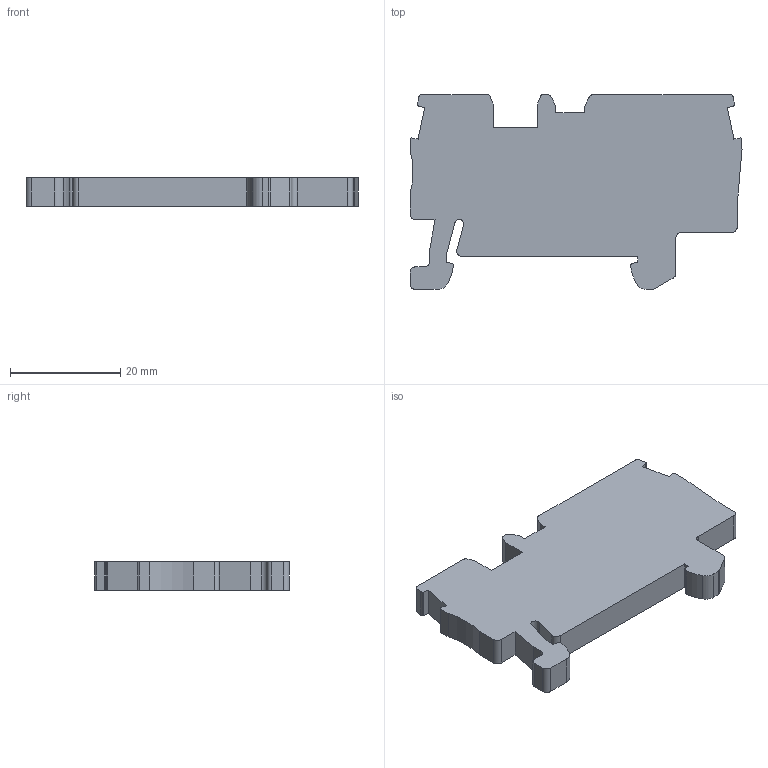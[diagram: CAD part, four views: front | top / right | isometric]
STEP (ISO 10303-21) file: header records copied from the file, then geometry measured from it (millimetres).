
FILE_DESCRIPTION(/* description */ (''),/* implementation_level */ '2;1');
FILE_NAME(/* name */ 'TC2.5-3-GY.stp',/* time_stamp */ '2019-06-19T08:29:49+08:00',/* author */ (''),/* organization */ (''),/* preprocessor_version */ 'ST-DEVELOPER v16',/* originating_system */ 'SIEMENS PLM Software NX 10.0',/* authorisation */ '');
FILE_SCHEMA (('CONFIG_CONTROL_DESIGN'));
Products named in the file (1): SP6101T1100
Bounding box: 60.2 x 35.3 x 5.2 mm (x, y, z)
Volume: 8534.6 mm3; surface area: 4548.9 mm2
Topology: 34 solids, 34 shells, 2393 faces, 6975 edges, 4650 vertices
Faces by surface type: plane 2323, cylinder 38, extrusion 32
Entity records: 82750 total; most frequent: CARTESIAN_POINT 28066, ORIENTED_EDGE 13950, DIRECTION 7391, EDGE_CURVE 6975, VERTEX_POINT 4650, B_SPLINE_CURVE_WITH_KNOTS 4448, VECTOR 2515, LINE 2483
